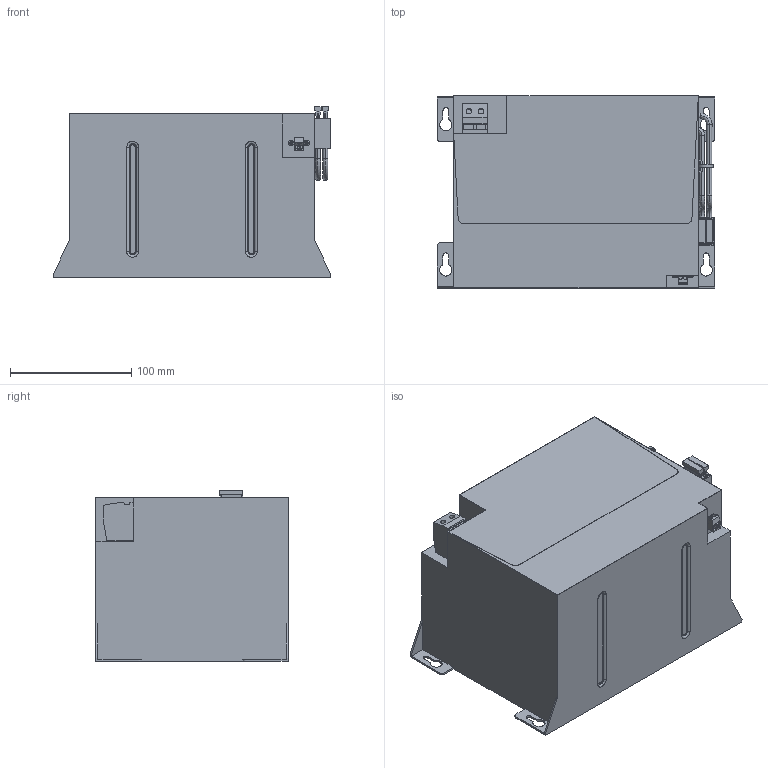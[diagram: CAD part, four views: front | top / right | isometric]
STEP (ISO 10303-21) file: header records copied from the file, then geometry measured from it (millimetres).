
FILE_DESCRIPTION(('CATIA V5 STEP Exchange','CAx-IF Rec.Pracs.--- Model Styling and Organization---1.4--- 2014-01-23'),'2;1');
FILE_NAME ('D1480051_1_2789920000_S3D_DURA_ECO_LA-BAT_24V_12AH.stp','2021-04-26T12:08:08+00:00',('none'),('Weidmueller'),'CATIA Version 5-6 Release 2016 SP3 HF44','CATIA V5 STEP AP214','none');
FILE_SCHEMA(('AUTOMOTIVE_DESIGN { 1 0 10303 214 1 1 1 1 }'));
Length unit declared in the file: millimetre
Products named in the file (1): S3D_DURA_ECO_LA-BAT_24V_12AH
Bounding box: 229 x 158.6 x 141 mm (x, y, z)
Volume: 4304816.3 mm3; surface area: 248872.2 mm2
Topology: 21 solids, 21 shells, 598 faces, 1544 edges, 1013 vertices
Faces by surface type: plane 449, cylinder 97, torus 28, bspline 16, cone 8
Entity records: 19695 total; most frequent: CARTESIAN_POINT 5148, ORIENTED_EDGE 3088, DIRECTION 2374, EDGE_CURVE 1544, VECTOR 1224, LINE 1224, VERTEX_POINT 1013, AXIS2_PLACEMENT_3D 681
